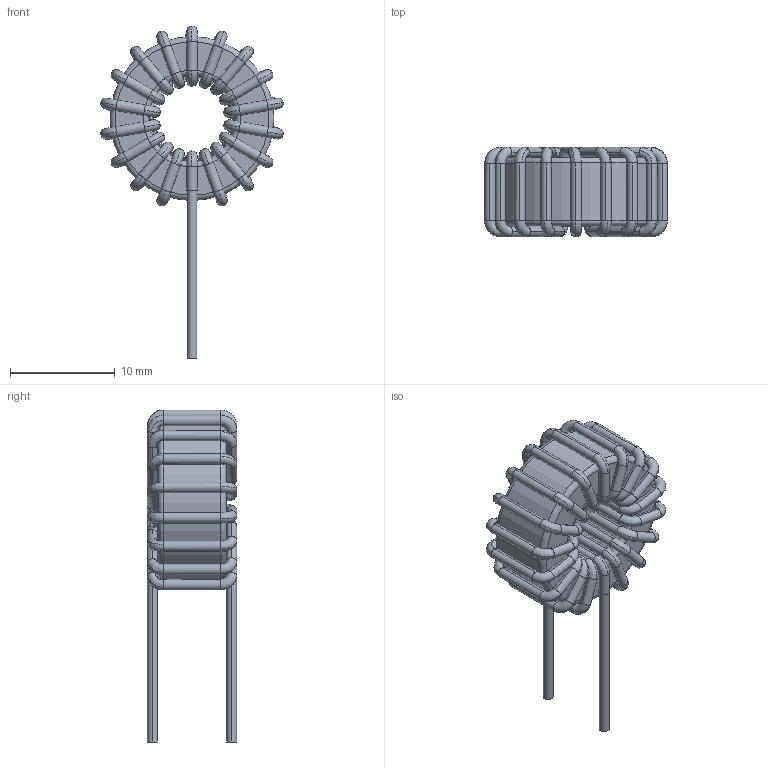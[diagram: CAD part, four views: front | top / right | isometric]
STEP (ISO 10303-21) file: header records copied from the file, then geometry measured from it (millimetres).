
FILE_DESCRIPTION(('STEP AP242'),'1');
FILE_NAME('7447016.stp','2020-11-19T15:09:09',('TraceParts'),('TraceParts S.A.'),'Spatial InterOp 3D',' ',' ');
FILE_SCHEMA(('AP242_MANAGED_MODEL_BASED_3D_ENGINEERING_MIM_LF {1 0 10303 442 1 1 4}'));
Length unit declared in the file: millimetre
Products named in the file (1): 7447016_1
Bounding box: 17.39 x 8.54 x 31.62 mm (x, y, z)
Volume: 1233.2 mm3; surface area: 2105.6 mm2
Topology: 2 solids, 2 shells, 306 faces, 957 edges, 657 vertices
Faces by surface type: cylinder 148, torus 82, bspline 70, plane 6
Entity records: 30664 total; most frequent: CARTESIAN_POINT 19318, DIRECTION 2102, ORIENTED_EDGE 1914, AXIS2_PLACEMENT_3D 977, EDGE_CURVE 957, CIRCLE 739, VERTEX_POINT 657, EDGE_LOOP 310
